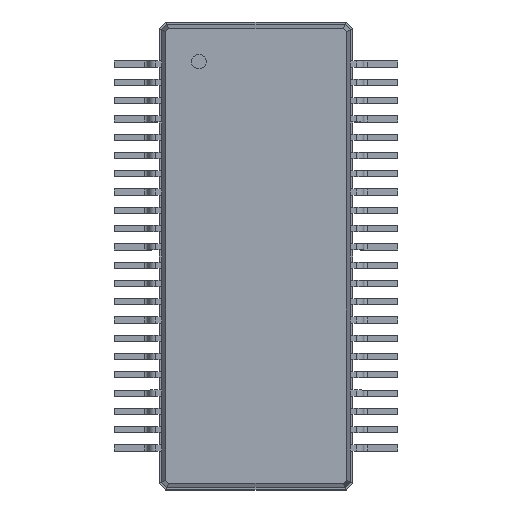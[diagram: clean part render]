
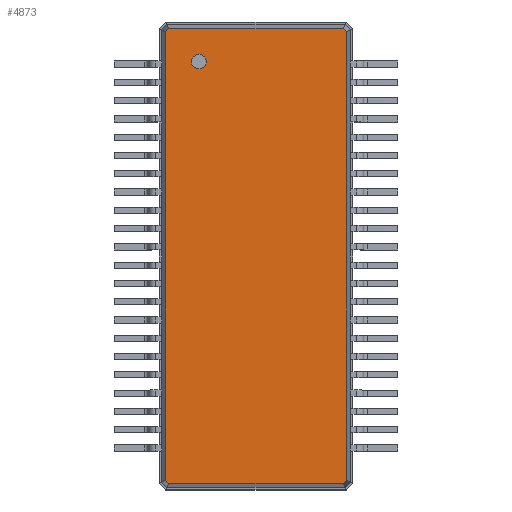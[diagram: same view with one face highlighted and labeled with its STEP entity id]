
A CAD part, top view. The second image highlights one B-rep face of the part: STEP entity #4873.
In plain terms, the highlighted planar face has unit normal (0, 0, 1).
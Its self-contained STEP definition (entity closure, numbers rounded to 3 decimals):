
#13=DIRECTION('',(0.,0.,1.));
#27=VECTOR('',#28,1.);
#28=DIRECTION('',(0.,-1.,0.));
#36=DIRECTION('',(0.,1.,0.));
#58=VECTOR('',#59,1.);
#59=DIRECTION('',(1.,0.,0.));
#83=DIRECTION('',(0.,0.,-1.));
#130=VECTOR('',#131,1.);
#131=DIRECTION('',(-1.,0.,0.));
#532=VECTOR('',#533,1.);
#533=DIRECTION('',(0.707,-0.707,0.));
#539=VECTOR('',#540,1.);
#540=DIRECTION('',(-0.707,-0.707,0.));
#551=VECTOR('',#552,1.);
#552=DIRECTION('',(-0.707,0.707,0.));
#558=VECTOR('',#36,1.);
#562=VECTOR('',#563,1.);
#563=DIRECTION('',(0.707,0.707,0.));
#1617=VERTEX_POINT('',#1618);
#1618=CARTESIAN_POINT('',(2.464,-6.132,1.6));
#1621=EDGE_CURVE('',#1622,#1617,#1624,.T.);
#1622=VERTEX_POINT('',#1623);
#1623=CARTESIAN_POINT('',(2.464,6.132,1.6));
#1624=LINE('',#1623,#27);
#4865=EDGE_CURVE('',#4866,#1622,#4868,.T.);
#4866=VERTEX_POINT('',#4867);
#4867=CARTESIAN_POINT('',(2.382,6.214,1.6));
#4868=LINE('',#4867,#532);
#4873=ADVANCED_FACE('',(#4874,#4906),#4916,.F.);
#4874=FACE_BOUND('',#4875,.F.);
#4875=EDGE_LOOP('',(#4876,#4881,#4882,#4883,#4888,#4893,#4898,#4903));
#4876=ORIENTED_EDGE('',*,*,#4877,.T.);
#4877=EDGE_CURVE('',#4878,#4866,#4880,.T.);
#4878=VERTEX_POINT('',#4879);
#4879=CARTESIAN_POINT('',(-2.382,6.214,1.6));
#4880=LINE('',#4879,#58);
#4881=ORIENTED_EDGE('',*,*,#4865,.T.);
#4882=ORIENTED_EDGE('',*,*,#1621,.T.);
#4883=ORIENTED_EDGE('',*,*,#4884,.T.);
#4884=EDGE_CURVE('',#1617,#4885,#4887,.T.);
#4885=VERTEX_POINT('',#4886);
#4886=CARTESIAN_POINT('',(2.382,-6.214,1.6));
#4887=LINE('',#1618,#539);
#4888=ORIENTED_EDGE('',*,*,#4889,.T.);
#4889=EDGE_CURVE('',#4885,#4890,#4892,.T.);
#4890=VERTEX_POINT('',#4891);
#4891=CARTESIAN_POINT('',(-2.382,-6.214,1.6));
#4892=LINE('',#4886,#130);
#4893=ORIENTED_EDGE('',*,*,#4894,.T.);
#4894=EDGE_CURVE('',#4890,#4895,#4897,.T.);
#4895=VERTEX_POINT('',#4896);
#4896=CARTESIAN_POINT('',(-2.464,-6.132,1.6));
#4897=LINE('',#4891,#551);
#4898=ORIENTED_EDGE('',*,*,#4899,.T.);
#4899=EDGE_CURVE('',#4895,#4900,#4902,.T.);
#4900=VERTEX_POINT('',#4901);
#4901=CARTESIAN_POINT('',(-2.464,6.132,1.6));
#4902=LINE('',#4896,#558);
#4903=ORIENTED_EDGE('',*,*,#4904,.T.);
#4904=EDGE_CURVE('',#4900,#4878,#4905,.T.);
#4905=LINE('',#4901,#562);
#4906=FACE_BOUND('',#4907,.F.);
#4907=EDGE_LOOP('',(#4908));
#4908=ORIENTED_EDGE('',*,*,#4909,.T.);
#4909=EDGE_CURVE('',#4910,#4910,#4912,.T.);
#4910=VERTEX_POINT('',#4911);
#4911=CARTESIAN_POINT('',(-1.564,5.114,1.6));
#4912=CIRCLE('',#4913,0.2);
#4913=AXIS2_PLACEMENT_3D('',#4914,#13,#4915);
#4914=CARTESIAN_POINT('',(-1.564,5.314,1.6));
#4915=DIRECTION('',(0.,-1.,0.));
#4916=PLANE('',#4917);
#4917=AXIS2_PLACEMENT_3D('',#4879,#83,#4918);
#4918=DIRECTION('',(0.358,-0.934,0.));
